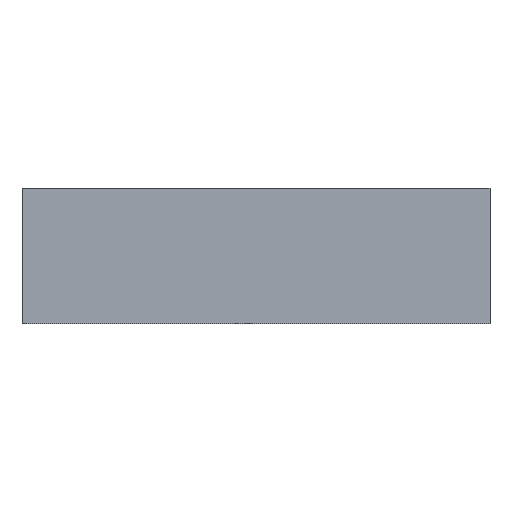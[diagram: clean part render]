
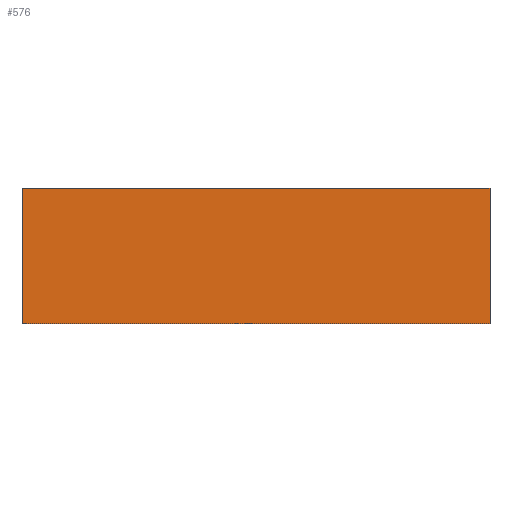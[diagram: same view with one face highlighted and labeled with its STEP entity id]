
A CAD part, front view. The second image highlights one B-rep face of the part: STEP entity #576.
In plain terms, the highlighted planar face has unit normal (0, -1, 0).
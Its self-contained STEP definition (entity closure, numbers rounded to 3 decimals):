
#39 = CARTESIAN_POINT ( 'NONE',  ( 13.8, -26.65, 4. ) ) ;
#65 = VECTOR ( 'NONE', #284, 1000. ) ;
#71 = DIRECTION ( 'NONE',  ( 1., 0., 0. ) ) ;
#97 = EDGE_LOOP ( 'NONE', ( #381, #147, #797, #394 ) ) ;
#101 = CARTESIAN_POINT ( 'NONE',  ( 13.8, -26.65, 4. ) ) ;
#107 = EDGE_CURVE ( 'NONE', #458, #356, #855, .T. ) ;
#127 = CARTESIAN_POINT ( 'NONE',  ( 13.8, -26.65, -4. ) ) ;
#147 = ORIENTED_EDGE ( 'NONE', *, *, #518, .F. ) ;
#181 = DIRECTION ( 'NONE',  ( 0., 1., 0. ) ) ;
#226 = CARTESIAN_POINT ( 'NONE',  ( -13.8, -26.65, -4. ) ) ;
#250 = PLANE ( 'NONE',  #720 ) ;
#284 = DIRECTION ( 'NONE',  ( 0., 0., -1. ) ) ;
#320 = VECTOR ( 'NONE', #329, 1000. ) ;
#329 = DIRECTION ( 'NONE',  ( 0., 0., -1. ) ) ;
#354 = CARTESIAN_POINT ( 'NONE',  ( 13.8, -26.65, -4. ) ) ;
#356 = VERTEX_POINT ( 'NONE', #39 ) ;
#381 = ORIENTED_EDGE ( 'NONE', *, *, #580, .T. ) ;
#394 = ORIENTED_EDGE ( 'NONE', *, *, #107, .F. ) ;
#401 = LINE ( 'NONE', #686, #320 ) ;
#422 = DIRECTION ( 'NONE',  ( -1., 0., 0. ) ) ;
#458 = VERTEX_POINT ( 'NONE', #502 ) ;
#492 = VECTOR ( 'NONE', #71, 1000. ) ;
#502 = CARTESIAN_POINT ( 'NONE',  ( -13.8, -26.65, 4. ) ) ;
#518 = EDGE_CURVE ( 'NONE', #886, #887, #638, .T. ) ;
#546 = FACE_OUTER_BOUND ( 'NONE', #97, .T. ) ;
#576 = ADVANCED_FACE ( 'NONE', ( #546 ), #250, .F. ) ;
#580 = EDGE_CURVE ( 'NONE', #458, #887, #401, .T. ) ;
#638 = LINE ( 'NONE', #127, #763 ) ;
#686 = CARTESIAN_POINT ( 'NONE',  ( -13.8, -26.65, 4. ) ) ;
#696 = EDGE_CURVE ( 'NONE', #356, #886, #726, .T. ) ;
#708 = CARTESIAN_POINT ( 'NONE',  ( -13.8, -26.65, 4. ) ) ;
#720 = AXIS2_PLACEMENT_3D ( 'NONE', #815, #181, #747 ) ;
#726 = LINE ( 'NONE', #101, #65 ) ;
#747 = DIRECTION ( 'NONE',  ( -1., 0., 0. ) ) ;
#763 = VECTOR ( 'NONE', #422, 1000. ) ;
#797 = ORIENTED_EDGE ( 'NONE', *, *, #696, .F. ) ;
#815 = CARTESIAN_POINT ( 'NONE',  ( -13.8, -26.65, 4. ) ) ;
#855 = LINE ( 'NONE', #708, #492 ) ;
#886 = VERTEX_POINT ( 'NONE', #354 ) ;
#887 = VERTEX_POINT ( 'NONE', #226 ) ;
